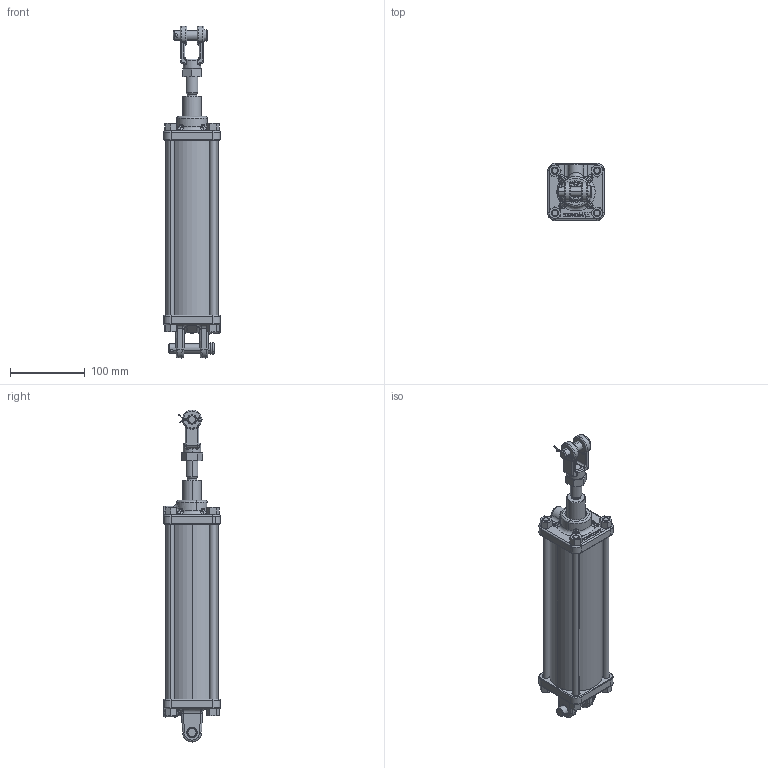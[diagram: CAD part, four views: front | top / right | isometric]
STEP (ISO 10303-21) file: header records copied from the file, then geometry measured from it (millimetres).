
FILE_DESCRIPTION (( 'STEP AP203' ), '1' );
FILE_NAME ('EA7S080A1N111NS-13.32.STEP', '2022-01-27T13:09:53', ( '' ), ( '' ), 'SwSTEP 2.0', 'SolidWorks 2021', '' );
FILE_SCHEMA (( 'CONFIG_CONTROL_DESIGN' ));
Length unit declared in the file: inch
Products named in the file (14): 038HEXNUTSS; E25C AS CAST MACHINED REV3; BDCO61ZD; 58HEXNUT THIN; EA7S080A1N111NS-13.32; SS-0.345X11; BDC061ZB; 18cotter pin X 1.13; AT-2.75X2.5X9.5; ZY-CP-230; PRN11352X7; APT25-0.50-20; 5409-04V; E25H AS CAST RIBS MACHINED REV3
Assembly tree (23 placements, depth 3):
  EA7S080A1N111NS-13.32
    E25C AS CAST MACHINED REV3
    E25H AS CAST RIBS MACHINED REV3
    APT25-0.50-20
    PRN11352X7
    AT-2.75X2.5X9.5
    SS-0.345X11  x4
    ZY-CP-230
    BDC061ZB
      BDCO61ZD
      18cotter pin X 1.13
    038HEXNUTSS  x8
    58HEXNUT THIN
    5409-04V
Bounding box: 76.2 x 76.2 x 445.01 mm (x, y, z)
Volume: 673861.2 mm3; surface area: 251788.9 mm2
Topology: 22 solids, 22 shells, 1675 faces, 3999 edges, 2403 vertices
Faces by surface type: cone 566, plane 428, bspline 323, cylinder 203, torus 148, sphere 7
Entity records: 59221 total; most frequent: CARTESIAN_POINT 30224, ORIENTED_EDGE 6042, DIRECTION 5082, EDGE_CURVE 3021, AXIS2_PLACEMENT_3D 1924, VERTEX_POINT 1847, EDGE_LOOP 1364, FACE_OUTER_BOUND 1259
